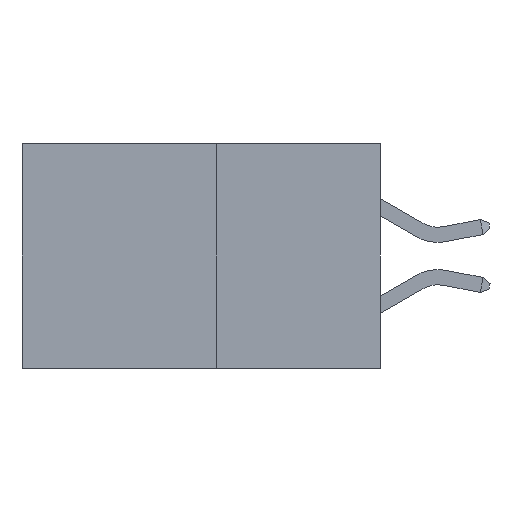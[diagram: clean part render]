
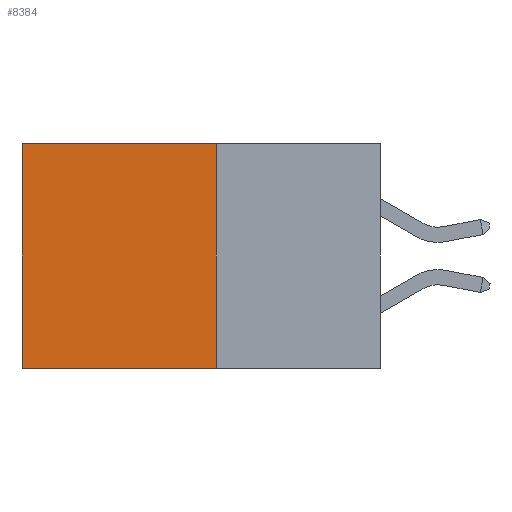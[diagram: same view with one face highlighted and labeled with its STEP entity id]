
A CAD part, left-side view. The second image highlights one B-rep face of the part: STEP entity #8384.
In plain terms, the highlighted planar face has unit normal (-1, 0, 0).
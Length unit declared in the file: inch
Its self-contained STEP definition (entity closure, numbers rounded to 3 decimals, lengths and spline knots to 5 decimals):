
#190 = VERTEX_POINT ( 'NONE', #4900 ) ;
#472 = LINE ( 'NONE', #2643, #6474 ) ;
#750 = LINE ( 'NONE', #1767, #8340 ) ;
#1135 = LINE ( 'NONE', #9876, #6229 ) ;
#1767 = CARTESIAN_POINT ( 'NONE',  ( 0.277, 0.27, 0. ) ) ;
#2296 = ORIENTED_EDGE ( 'NONE', *, *, #3709, .F. ) ;
#2551 = CARTESIAN_POINT ( 'NONE',  ( 0.277, 0.59, 0. ) ) ;
#2643 = CARTESIAN_POINT ( 'NONE',  ( 0.277, 0.27, -0.37 ) ) ;
#3020 = VERTEX_POINT ( 'NONE', #2551 ) ;
#3031 = ORIENTED_EDGE ( 'NONE', *, *, #7260, .T. ) ;
#3468 = VERTEX_POINT ( 'NONE', #6154 ) ;
#3492 = ORIENTED_EDGE ( 'NONE', *, *, #11005, .T. ) ;
#3709 = EDGE_CURVE ( 'NONE', #11492, #190, #6278, .T. ) ;
#4900 = CARTESIAN_POINT ( 'NONE',  ( 0.277, 0.27, -0.37 ) ) ;
#5500 = DIRECTION ( 'NONE',  ( 1., 0., 0. ) ) ;
#5625 = DIRECTION ( 'NONE',  ( 0., 0., -1. ) ) ;
#6154 = CARTESIAN_POINT ( 'NONE',  ( 0.277, 0.59, -0.37 ) ) ;
#6229 = VECTOR ( 'NONE', #11398, 39.37008 ) ;
#6278 = LINE ( 'NONE', #9625, #11183 ) ;
#6415 = CARTESIAN_POINT ( 'NONE',  ( 0.277, 0.27, -0.37 ) ) ;
#6474 = VECTOR ( 'NONE', #8309, 39.37008 ) ;
#6541 = EDGE_LOOP ( 'NONE', ( #3031, #11069, #2296, #3492 ) ) ;
#7260 = EDGE_CURVE ( 'NONE', #3020, #3468, #1135, .T. ) ;
#8309 = DIRECTION ( 'NONE',  ( 0., 1., 0. ) ) ;
#8340 = VECTOR ( 'NONE', #8386, 39.37008 ) ;
#8384 = ADVANCED_FACE ( 'NONE', ( #10076 ), #11033, .F. ) ;
#8386 = DIRECTION ( 'NONE',  ( 0., 1., 0. ) ) ;
#9030 = EDGE_CURVE ( 'NONE', #190, #3468, #472, .T. ) ;
#9625 = CARTESIAN_POINT ( 'NONE',  ( 0.277, 0.27, -0.37 ) ) ;
#9654 = AXIS2_PLACEMENT_3D ( 'NONE', #6415, #5500, #11996 ) ;
#9876 = CARTESIAN_POINT ( 'NONE',  ( 0.277, 0.59, -0.37 ) ) ;
#10076 = FACE_OUTER_BOUND ( 'NONE', #6541, .T. ) ;
#10721 = CARTESIAN_POINT ( 'NONE',  ( 0.277, 0.27, 0. ) ) ;
#11005 = EDGE_CURVE ( 'NONE', #11492, #3020, #750, .T. ) ;
#11033 = PLANE ( 'NONE',  #9654 ) ;
#11069 = ORIENTED_EDGE ( 'NONE', *, *, #9030, .F. ) ;
#11183 = VECTOR ( 'NONE', #5625, 39.37008 ) ;
#11398 = DIRECTION ( 'NONE',  ( 0., 0., -1. ) ) ;
#11492 = VERTEX_POINT ( 'NONE', #10721 ) ;
#11996 = DIRECTION ( 'NONE',  ( 0., 0., -1. ) ) ;
